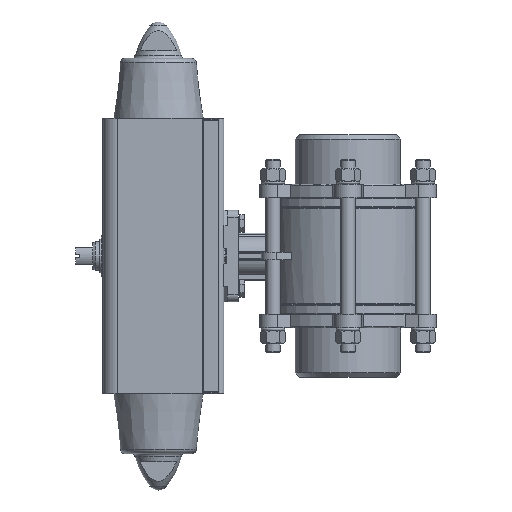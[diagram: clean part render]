
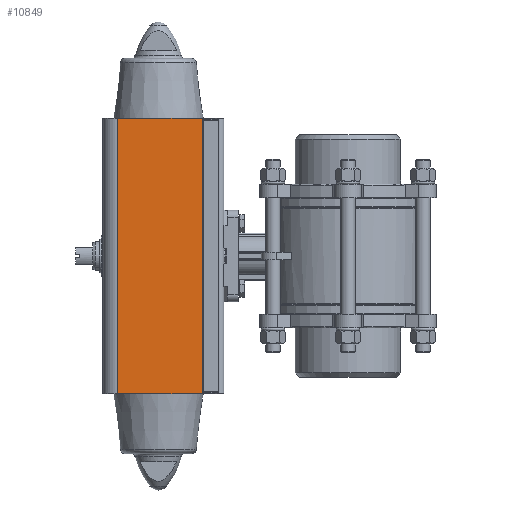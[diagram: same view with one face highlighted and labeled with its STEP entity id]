
A CAD part, left-side view. The second image highlights one B-rep face of the part: STEP entity #10849.
In plain terms, the highlighted planar face has unit normal (-1, 0, 0).
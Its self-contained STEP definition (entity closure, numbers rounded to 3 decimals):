
#3113=ORIENTED_EDGE('',*,*,#5020,.T.);
#3114=ORIENTED_EDGE('',*,*,#5061,.F.);
#3115=ORIENTED_EDGE('',*,*,#5041,.F.);
#3116=ORIENTED_EDGE('',*,*,#5062,.T.);
#5020=EDGE_CURVE('',#6201,#6200,#7019,.T.);
#5041=EDGE_CURVE('',#6217,#6218,#7027,.T.);
#5061=EDGE_CURVE('',#6218,#6200,#7031,.T.);
#5062=EDGE_CURVE('',#6217,#6201,#7032,.T.);
#6200=VERTEX_POINT('',#18881);
#6201=VERTEX_POINT('',#18883);
#6217=VERTEX_POINT('',#18921);
#6218=VERTEX_POINT('',#18923);
#7019=LINE('',#18882,#7773);
#7027=LINE('',#18922,#7781);
#7031=LINE('',#19036,#7785);
#7032=LINE('',#19037,#7786);
#7773=VECTOR('',#14341,1000.);
#7781=VECTOR('',#14379,1000.);
#7785=VECTOR('',#14411,1000.);
#7786=VECTOR('',#14412,1000.);
#8685=EDGE_LOOP('',(#3113,#3114,#3115,#3116));
#9670=FACE_BOUND('',#8685,.T.);
#10278=PLANE('',#11949);
#10849=ADVANCED_FACE('',(#9670),#10278,.F.);
#11949=AXIS2_PLACEMENT_3D('',#19035,#14409,#14410);
#14341=DIRECTION('',(0.,-1.,0.));
#14379=DIRECTION('',(0.,-1.,0.));
#14409=DIRECTION('',(1.,0.,0.));
#14410=DIRECTION('',(0.,0.,-1.));
#14411=DIRECTION('',(0.,0.,-1.));
#14412=DIRECTION('',(0.,0.,-1.));
#18881=CARTESIAN_POINT('',(-62.,-48.716,-153.35));
#18882=CARTESIAN_POINT('',(-62.,45.14,-153.35));
#18883=CARTESIAN_POINT('',(-62.,45.14,-153.35));
#18921=CARTESIAN_POINT('',(-62.,45.14,153.35));
#18922=CARTESIAN_POINT('',(-62.,45.14,153.35));
#18923=CARTESIAN_POINT('',(-62.,-48.716,153.35));
#19035=CARTESIAN_POINT('',(-62.,45.14,153.35));
#19036=CARTESIAN_POINT('',(-62.,-48.716,153.35));
#19037=CARTESIAN_POINT('',(-62.,45.14,153.35));
